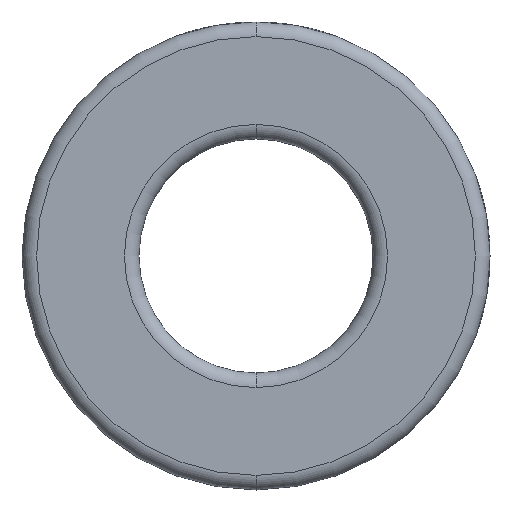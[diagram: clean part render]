
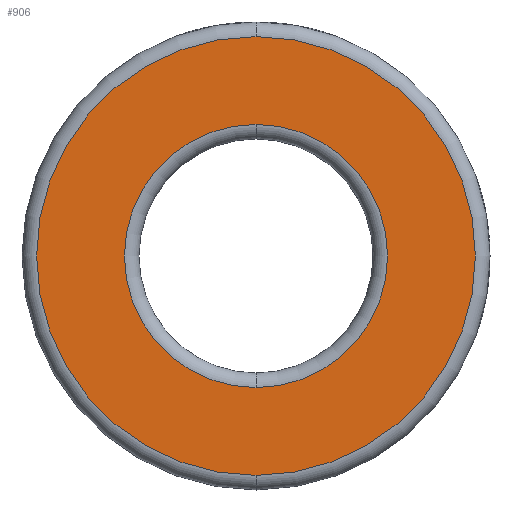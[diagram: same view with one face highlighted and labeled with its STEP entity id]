
A CAD part, front view. The second image highlights one B-rep face of the part: STEP entity #906.
In plain terms, the highlighted planar face has unit normal (0, -1, 0).
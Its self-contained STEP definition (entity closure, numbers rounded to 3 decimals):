
#186 = PLANE ( 'NONE',  #5492 ) ;
#366 = CARTESIAN_POINT ( 'NONE',  ( 0., -16., -4.5 ) ) ;
#500 = CARTESIAN_POINT ( 'NONE',  ( 0., -16., 7.5 ) ) ;
#507 = AXIS2_PLACEMENT_3D ( 'NONE', #5456, #3569, #5422 ) ;
#608 = CARTESIAN_POINT ( 'NONE',  ( 0., -16., 0. ) ) ;
#741 = AXIS2_PLACEMENT_3D ( 'NONE', #608, #2003, #4910 ) ;
#885 = CARTESIAN_POINT ( 'NONE',  ( 0., -16., 4.5 ) ) ;
#906 = ADVANCED_FACE ( 'NONE', ( #2216, #3346 ), #186, .F. ) ;
#1034 = CIRCLE ( 'NONE', #507, 4.5 ) ;
#1051 = VERTEX_POINT ( 'NONE', #500 ) ;
#1053 = AXIS2_PLACEMENT_3D ( 'NONE', #3759, #3827, #5656 ) ;
#1174 = CARTESIAN_POINT ( 'NONE',  ( 0., -16., 0. ) ) ;
#1568 = ORIENTED_EDGE ( 'NONE', *, *, #4126, .T. ) ;
#1679 = ORIENTED_EDGE ( 'NONE', *, *, #4458, .T. ) ;
#1772 = ORIENTED_EDGE ( 'NONE', *, *, #5926, .T. ) ;
#2003 = DIRECTION ( 'NONE',  ( 0., -1., 0. ) ) ;
#2216 = FACE_OUTER_BOUND ( 'NONE', #6072, .T. ) ;
#2591 = EDGE_CURVE ( 'NONE', #3303, #6065, #3636, .T. ) ;
#2628 = DIRECTION ( 'NONE',  ( 0., 0., 1. ) ) ;
#3163 = VERTEX_POINT ( 'NONE', #4624 ) ;
#3303 = VERTEX_POINT ( 'NONE', #366 ) ;
#3346 = FACE_BOUND ( 'NONE', #3698, .T. ) ;
#3569 = DIRECTION ( 'NONE',  ( 0., 1., 0. ) ) ;
#3636 = CIRCLE ( 'NONE', #5144, 4.5 ) ;
#3698 = EDGE_LOOP ( 'NONE', ( #1568, #5494 ) ) ;
#3759 = CARTESIAN_POINT ( 'NONE',  ( 0., -16., 0. ) ) ;
#3827 = DIRECTION ( 'NONE',  ( 0., -1., 0. ) ) ;
#4084 = CARTESIAN_POINT ( 'NONE',  ( 0., -16., 0. ) ) ;
#4103 = DIRECTION ( 'NONE',  ( 0., 0., 1. ) ) ;
#4126 = EDGE_CURVE ( 'NONE', #6065, #3303, #1034, .T. ) ;
#4458 = EDGE_CURVE ( 'NONE', #3163, #1051, #6061, .T. ) ;
#4562 = DIRECTION ( 'NONE',  ( 0., 1., 0. ) ) ;
#4624 = CARTESIAN_POINT ( 'NONE',  ( 0., -16., -7.5 ) ) ;
#4910 = DIRECTION ( 'NONE',  ( 0., 0., 1. ) ) ;
#5144 = AXIS2_PLACEMENT_3D ( 'NONE', #4084, #4562, #4103 ) ;
#5422 = DIRECTION ( 'NONE',  ( 0., 0., 1. ) ) ;
#5456 = CARTESIAN_POINT ( 'NONE',  ( 0., -16., 0. ) ) ;
#5477 = DIRECTION ( 'NONE',  ( 0., 1., 0. ) ) ;
#5492 = AXIS2_PLACEMENT_3D ( 'NONE', #1174, #5477, #2628 ) ;
#5494 = ORIENTED_EDGE ( 'NONE', *, *, #2591, .T. ) ;
#5656 = DIRECTION ( 'NONE',  ( 0., 0., 1. ) ) ;
#5897 = CIRCLE ( 'NONE', #1053, 7.5 ) ;
#5926 = EDGE_CURVE ( 'NONE', #1051, #3163, #5897, .T. ) ;
#6061 = CIRCLE ( 'NONE', #741, 7.5 ) ;
#6065 = VERTEX_POINT ( 'NONE', #885 ) ;
#6072 = EDGE_LOOP ( 'NONE', ( #1772, #1679 ) ) ;
